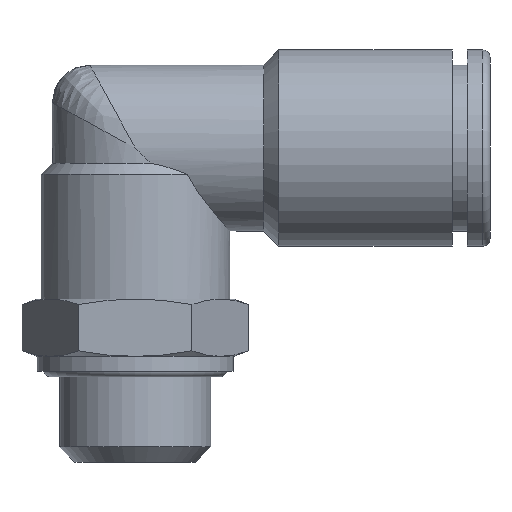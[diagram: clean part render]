
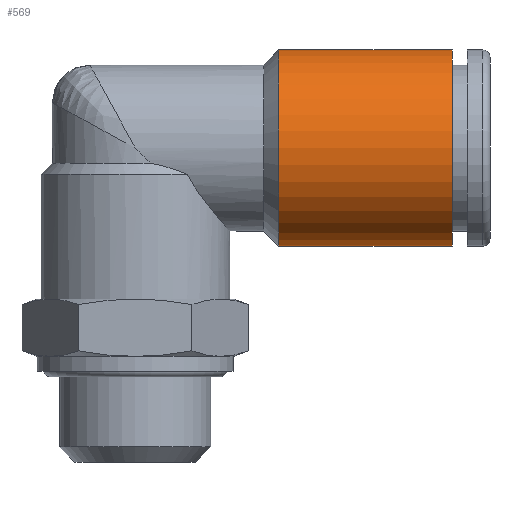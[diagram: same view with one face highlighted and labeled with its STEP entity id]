
A CAD part, front view. The second image highlights one B-rep face of the part: STEP entity #569.
In plain terms, the highlighted cylindrical face has radius 6.5 mm (diameter 13 mm), a full revolution.
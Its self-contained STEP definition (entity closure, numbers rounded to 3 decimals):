
#84=CYLINDRICAL_SURFACE('',#646,6.5);
#106=FACE_BOUND('',#195,.T.);
#131=FACE_OUTER_BOUND('',#194,.T.);
#194=EDGE_LOOP('',(#431));
#195=EDGE_LOOP('',(#432));
#234=CIRCLE('',#623,6.5);
#241=CIRCLE('',#645,6.5);
#269=VERTEX_POINT('',#896);
#282=VERTEX_POINT('',#1034);
#320=EDGE_CURVE('',#269,#269,#234,.T.);
#336=EDGE_CURVE('',#282,#282,#241,.T.);
#431=ORIENTED_EDGE('',*,*,#320,.T.);
#432=ORIENTED_EDGE('',*,*,#336,.F.);
#569=ADVANCED_FACE('',(#131,#106),#84,.T.);
#623=AXIS2_PLACEMENT_3D('',#897,#731,#732);
#645=AXIS2_PLACEMENT_3D('',#1035,#775,#776);
#646=AXIS2_PLACEMENT_3D('',#1036,#777,#778);
#731=DIRECTION('center_axis',(-1.,0.,0.));
#732=DIRECTION('ref_axis',(0.,0.,1.));
#775=DIRECTION('center_axis',(-1.,0.,0.));
#776=DIRECTION('ref_axis',(0.,0.,1.));
#777=DIRECTION('center_axis',(-1.,0.,0.));
#778=DIRECTION('ref_axis',(0.,0.,1.));
#896=CARTESIAN_POINT('',(21.,0.,14.3));
#897=CARTESIAN_POINT('Origin',(21.,0.,20.8));
#1034=CARTESIAN_POINT('',(9.5,0.,14.3));
#1035=CARTESIAN_POINT('Origin',(9.5,0.,20.8));
#1036=CARTESIAN_POINT('Origin',(23.5,0.,20.8));
